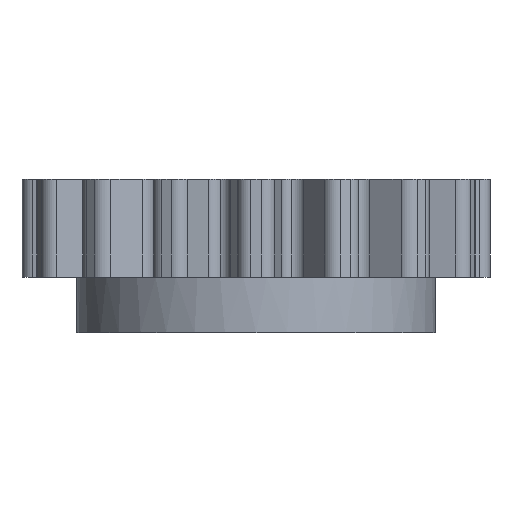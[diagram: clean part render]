
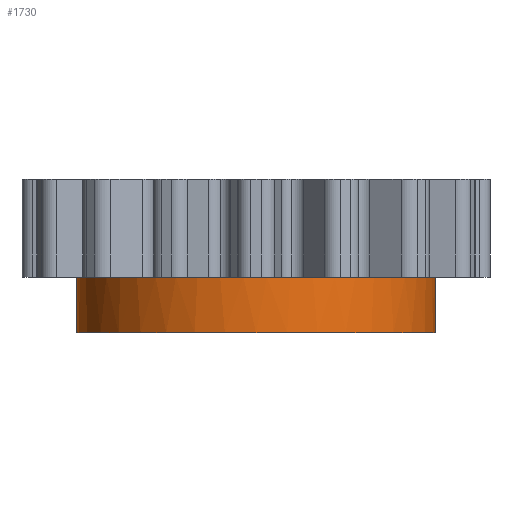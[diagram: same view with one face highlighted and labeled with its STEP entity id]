
A CAD part, front view. The second image highlights one B-rep face of the part: STEP entity #1730.
In plain terms, the highlighted cylindrical face has radius 6.985 mm (diameter 13.97 mm), a partial arc.
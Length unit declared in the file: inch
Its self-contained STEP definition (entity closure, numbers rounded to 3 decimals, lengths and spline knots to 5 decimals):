
#308 = ORIENTED_EDGE ( 'NONE', *, *, #1114, .F. ) ;
#309 = ORIENTED_EDGE ( 'NONE', *, *, #1099, .F. ) ;
#310 = ORIENTED_EDGE ( 'NONE', *, *, #1104, .F. ) ;
#311 = ORIENTED_EDGE ( 'NONE', *, *, #1096, .F. ) ;
#312 = ORIENTED_EDGE ( 'NONE', *, *, #1097, .F. ) ;
#313 = ORIENTED_EDGE ( 'NONE', *, *, #1095, .F. ) ;
#314 = ORIENTED_EDGE ( 'NONE', *, *, #1094, .F. ) ;
#315 = ORIENTED_EDGE ( 'NONE', *, *, #1093, .F. ) ;
#316 = ORIENTED_EDGE ( 'NONE', *, *, #1092, .F. ) ;
#317 = ORIENTED_EDGE ( 'NONE', *, *, #1091, .F. ) ;
#318 = ORIENTED_EDGE ( 'NONE', *, *, #1112, .T. ) ;
#319 = ORIENTED_EDGE ( 'NONE', *, *, #1089, .T. ) ;
#631 = EDGE_LOOP ( 'NONE', ( #308, #309, #310, #311, #312, #313, #314, #315, #316, #317, #318, #319 ) ) ;
#1034 = CIRCLE ( 'NONE', #1497, 0.275 ) ;
#1036 = CIRCLE ( 'NONE', #1500, 0.275 ) ;
#1037 = CIRCLE ( 'NONE', #1499, 0.275 ) ;
#1038 = CIRCLE ( 'NONE', #1501, 0.275 ) ;
#1039 = CIRCLE ( 'NONE', #1502, 0.275 ) ;
#1040 = CIRCLE ( 'NONE', #1503, 0.275 ) ;
#1041 = CIRCLE ( 'NONE', #1504, 0.275 ) ;
#1042 = CIRCLE ( 'NONE', #1505, 0.275 ) ;
#1045 = CIRCLE ( 'NONE', #1507, 0.275 ) ;
#1048 = VECTOR ( 'NONE', #3311, 39.37008 ) ;
#1049 = LINE ( 'NONE', #3315, #1052 ) ;
#1051 = CIRCLE ( 'NONE', #1509, 0.275 ) ;
#1052 = VECTOR ( 'NONE', #3316, 39.37008 ) ;
#1059 = LINE ( 'NONE', #3292, #1048 ) ;
#1089 = EDGE_CURVE ( 'NONE', #3208, #3183, #1034, .T. ) ;
#1091 = EDGE_CURVE ( 'NONE', #3161, #3234, #1036, .T. ) ;
#1092 = EDGE_CURVE ( 'NONE', #3234, #3056, #1037, .T. ) ;
#1093 = EDGE_CURVE ( 'NONE', #3056, #3243, #1038, .T. ) ;
#1094 = EDGE_CURVE ( 'NONE', #3243, #3228, #1039, .T. ) ;
#1095 = EDGE_CURVE ( 'NONE', #3228, #3245, #1040, .T. ) ;
#1096 = EDGE_CURVE ( 'NONE', #3225, #3223, #1041, .T. ) ;
#1097 = EDGE_CURVE ( 'NONE', #3245, #3225, #1042, .T. ) ;
#1099 = EDGE_CURVE ( 'NONE', #3123, #3179, #1045, .T. ) ;
#1104 = EDGE_CURVE ( 'NONE', #3223, #3123, #1051, .T. ) ;
#1112 = EDGE_CURVE ( 'NONE', #3161, #3208, #1059, .T. ) ;
#1114 = EDGE_CURVE ( 'NONE', #3179, #3183, #1049, .T. ) ;
#1497 = AXIS2_PLACEMENT_3D ( 'NONE', #2929, #2917, #2916 ) ;
#1499 = AXIS2_PLACEMENT_3D ( 'NONE', #2908, #2907, #3258 ) ;
#1500 = AXIS2_PLACEMENT_3D ( 'NONE', #2918, #2910, #2909 ) ;
#1501 = AXIS2_PLACEMENT_3D ( 'NONE', #3254, #3256, #3255 ) ;
#1502 = AXIS2_PLACEMENT_3D ( 'NONE', #3260, #3257, #3261 ) ;
#1503 = AXIS2_PLACEMENT_3D ( 'NONE', #3262, #3263, #3264 ) ;
#1504 = AXIS2_PLACEMENT_3D ( 'NONE', #3265, #3266, #3267 ) ;
#1505 = AXIS2_PLACEMENT_3D ( 'NONE', #3268, #3269, #3270 ) ;
#1507 = AXIS2_PLACEMENT_3D ( 'NONE', #3274, #3275, #3276 ) ;
#1509 = AXIS2_PLACEMENT_3D ( 'NONE', #3281, #3287, #3288 ) ;
#1730 = ADVANCED_FACE ( 'NONE', ( #2543 ), #2546, .T. ) ;
#2543 = FACE_OUTER_BOUND ( 'NONE', #631, .T. ) ;
#2546 = CYLINDRICAL_SURFACE ( 'NONE', #4852, 0.275 ) ;
#2907 = DIRECTION ( 'NONE',  ( 0., 0., 1. ) ) ;
#2908 = CARTESIAN_POINT ( 'NONE',  ( 0., 0., 0.085 ) ) ;
#2909 = DIRECTION ( 'NONE',  ( 1., 0., 0. ) ) ;
#2910 = DIRECTION ( 'NONE',  ( 0., 0., 1. ) ) ;
#2916 = DIRECTION ( 'NONE',  ( 1., 0., 0. ) ) ;
#2917 = DIRECTION ( 'NONE',  ( 0., 0., 1. ) ) ;
#2918 = CARTESIAN_POINT ( 'NONE',  ( 0., 0., 0.085 ) ) ;
#2929 = CARTESIAN_POINT ( 'NONE',  ( 0., 0., 0. ) ) ;
#3056 = VERTEX_POINT ( 'NONE', #4560 ) ;
#3123 = VERTEX_POINT ( 'NONE', #4627 ) ;
#3161 = VERTEX_POINT ( 'NONE', #4665 ) ;
#3179 = VERTEX_POINT ( 'NONE', #4683 ) ;
#3183 = VERTEX_POINT ( 'NONE', #4687 ) ;
#3208 = VERTEX_POINT ( 'NONE', #4712 ) ;
#3223 = VERTEX_POINT ( 'NONE', #4724 ) ;
#3225 = VERTEX_POINT ( 'NONE', #4726 ) ;
#3228 = VERTEX_POINT ( 'NONE', #4729 ) ;
#3234 = VERTEX_POINT ( 'NONE', #4735 ) ;
#3243 = VERTEX_POINT ( 'NONE', #4744 ) ;
#3245 = VERTEX_POINT ( 'NONE', #4746 ) ;
#3254 = CARTESIAN_POINT ( 'NONE',  ( 0., 0., 0.085 ) ) ;
#3255 = DIRECTION ( 'NONE',  ( 1., 0., 0. ) ) ;
#3256 = DIRECTION ( 'NONE',  ( 0., 0., 1. ) ) ;
#3257 = DIRECTION ( 'NONE',  ( 0., 0., 1. ) ) ;
#3258 = DIRECTION ( 'NONE',  ( 1., 0., 0. ) ) ;
#3260 = CARTESIAN_POINT ( 'NONE',  ( 0., 0., 0.085 ) ) ;
#3261 = DIRECTION ( 'NONE',  ( 1., 0., 0. ) ) ;
#3262 = CARTESIAN_POINT ( 'NONE',  ( 0., 0., 0.085 ) ) ;
#3263 = DIRECTION ( 'NONE',  ( 0., 0., 1. ) ) ;
#3264 = DIRECTION ( 'NONE',  ( 1., 0., 0. ) ) ;
#3265 = CARTESIAN_POINT ( 'NONE',  ( 0., 0., 0.085 ) ) ;
#3266 = DIRECTION ( 'NONE',  ( 0., 0., 1. ) ) ;
#3267 = DIRECTION ( 'NONE',  ( 1., 0., 0. ) ) ;
#3268 = CARTESIAN_POINT ( 'NONE',  ( 0., 0., 0.085 ) ) ;
#3269 = DIRECTION ( 'NONE',  ( 0., 0., 1. ) ) ;
#3270 = DIRECTION ( 'NONE',  ( 1., 0., 0. ) ) ;
#3274 = CARTESIAN_POINT ( 'NONE',  ( 0., 0., 0.085 ) ) ;
#3275 = DIRECTION ( 'NONE',  ( 0., 0., 1. ) ) ;
#3276 = DIRECTION ( 'NONE',  ( 1., 0., 0. ) ) ;
#3281 = CARTESIAN_POINT ( 'NONE',  ( 0., 0., 0.085 ) ) ;
#3287 = DIRECTION ( 'NONE',  ( 0., 0., 1. ) ) ;
#3288 = DIRECTION ( 'NONE',  ( 1., 0., 0. ) ) ;
#3292 = CARTESIAN_POINT ( 'NONE',  ( -0.275, 0., 0.235 ) ) ;
#3311 = DIRECTION ( 'NONE',  ( 0., 0., -1. ) ) ;
#3315 = CARTESIAN_POINT ( 'NONE',  ( 0.275, 0., 0.235 ) ) ;
#3316 = DIRECTION ( 'NONE',  ( 0., 0., -1. ) ) ;
#4206 = DIRECTION ( 'NONE',  ( -1., 0., 0. ) ) ;
#4207 = DIRECTION ( 'NONE',  ( 0., 0., -1. ) ) ;
#4208 = CARTESIAN_POINT ( 'NONE',  ( 0., 0., 0.235 ) ) ;
#4560 = CARTESIAN_POINT ( 'NONE',  ( -0.22935, -0.15173, 0.085 ) ) ;
#4627 = CARTESIAN_POINT ( 'NONE',  ( 0.26947, -0.05488, 0.085 ) ) ;
#4665 = CARTESIAN_POINT ( 'NONE',  ( -0.275, 0., 0.085 ) ) ;
#4683 = CARTESIAN_POINT ( 'NONE',  ( 0.275, 0., 0.085 ) ) ;
#4687 = CARTESIAN_POINT ( 'NONE',  ( 0.275, 0., 0. ) ) ;
#4712 = CARTESIAN_POINT ( 'NONE',  ( -0.275, 0., 0. ) ) ;
#4724 = CARTESIAN_POINT ( 'NONE',  ( 0.22795, -0.15383, 0.085 ) ) ;
#4726 = CARTESIAN_POINT ( 'NONE',  ( 0.15173, -0.22935, 0.085 ) ) ;
#4729 = CARTESIAN_POINT ( 'NONE',  ( -0.05488, -0.26947, 0.085 ) ) ;
#4735 = CARTESIAN_POINT ( 'NONE',  ( -0.26996, -0.05242, 0.085 ) ) ;
#4744 = CARTESIAN_POINT ( 'NONE',  ( -0.15383, -0.22795, 0.085 ) ) ;
#4746 = CARTESIAN_POINT ( 'NONE',  ( 0.05242, -0.26996, 0.085 ) ) ;
#4852 = AXIS2_PLACEMENT_3D ( 'NONE', #4208, #4207, #4206 ) ;
